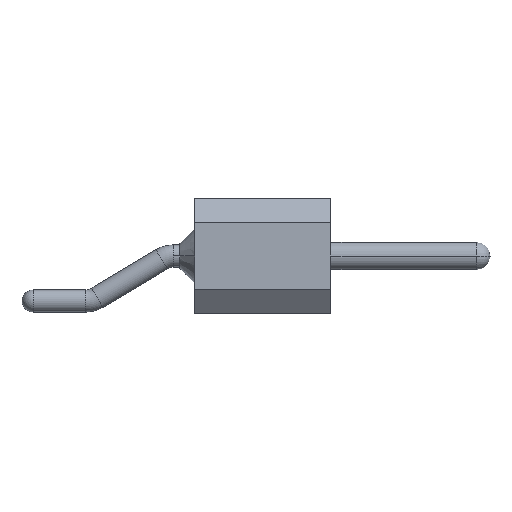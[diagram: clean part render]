
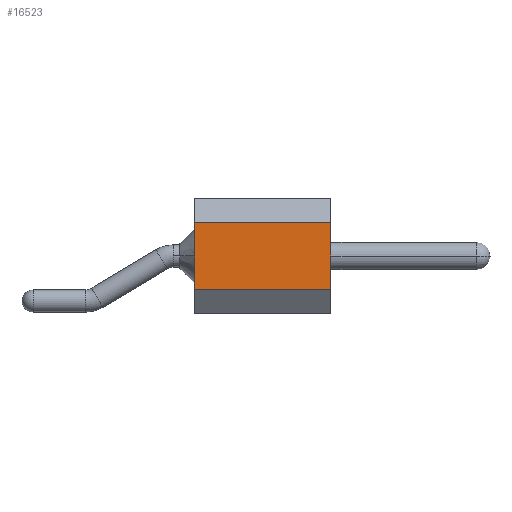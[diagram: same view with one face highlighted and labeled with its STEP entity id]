
A CAD part, left-side view. The second image highlights one B-rep face of the part: STEP entity #16523.
In plain terms, the highlighted planar face has unit normal (-1, 0, 0).
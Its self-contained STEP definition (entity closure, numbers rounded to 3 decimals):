
#109 = EDGE_LOOP ( 'NONE', ( #23150, #15421, #20455, #5235 ) ) ;
#939 = CARTESIAN_POINT ( 'NONE',  ( -1.27, -1.5, 0.73 ) ) ;
#1096 = VERTEX_POINT ( 'NONE', #7312 ) ;
#2231 = DIRECTION ( 'NONE',  ( 0., 1., 0. ) ) ;
#2326 = DIRECTION ( 'NONE',  ( 0., 0., -1. ) ) ;
#3450 = CARTESIAN_POINT ( 'NONE',  ( -1.27, 1.5, 0.73 ) ) ;
#3824 = CARTESIAN_POINT ( 'NONE',  ( -1.27, 1.5, 0.73 ) ) ;
#4908 = DIRECTION ( 'NONE',  ( 1., 0., 0. ) ) ;
#5168 = PLANE ( 'NONE',  #14937 ) ;
#5235 = ORIENTED_EDGE ( 'NONE', *, *, #12980, .T. ) ;
#5361 = EDGE_CURVE ( 'NONE', #22430, #1096, #20777, .T. ) ;
#6104 = VECTOR ( 'NONE', #2231, 1000. ) ;
#6213 = VERTEX_POINT ( 'NONE', #20574 ) ;
#6515 = LINE ( 'NONE', #21814, #6104 ) ;
#6562 = FACE_OUTER_BOUND ( 'NONE', #109, .T. ) ;
#7312 = CARTESIAN_POINT ( 'NONE',  ( -1.27, 1.5, -0.73 ) ) ;
#7466 = VECTOR ( 'NONE', #13785, 1000. ) ;
#7703 = DIRECTION ( 'NONE',  ( 0., 0., -1. ) ) ;
#8106 = LINE ( 'NONE', #939, #18786 ) ;
#8427 = CARTESIAN_POINT ( 'NONE',  ( -1.27, -1.5, 0.73 ) ) ;
#10112 = LINE ( 'NONE', #15648, #7466 ) ;
#12980 = EDGE_CURVE ( 'NONE', #15242, #22430, #6515, .T. ) ;
#13785 = DIRECTION ( 'NONE',  ( 0., 1., 0. ) ) ;
#14100 = CARTESIAN_POINT ( 'NONE',  ( -1.27, -1.5, 0.73 ) ) ;
#14937 = AXIS2_PLACEMENT_3D ( 'NONE', #8427, #4908, #17955 ) ;
#15242 = VERTEX_POINT ( 'NONE', #14100 ) ;
#15421 = ORIENTED_EDGE ( 'NONE', *, *, #19482, .F. ) ;
#15648 = CARTESIAN_POINT ( 'NONE',  ( -1.27, -1.5, -0.73 ) ) ;
#16523 = ADVANCED_FACE ( 'NONE', ( #6562 ), #5168, .F. ) ;
#17955 = DIRECTION ( 'NONE',  ( 0., 1., 0. ) ) ;
#18786 = VECTOR ( 'NONE', #2326, 1000. ) ;
#19482 = EDGE_CURVE ( 'NONE', #6213, #1096, #10112, .T. ) ;
#20328 = VECTOR ( 'NONE', #7703, 1000. ) ;
#20455 = ORIENTED_EDGE ( 'NONE', *, *, #23294, .F. ) ;
#20574 = CARTESIAN_POINT ( 'NONE',  ( -1.27, -1.5, -0.73 ) ) ;
#20777 = LINE ( 'NONE', #3824, #20328 ) ;
#21814 = CARTESIAN_POINT ( 'NONE',  ( -1.27, -1.5, 0.73 ) ) ;
#22430 = VERTEX_POINT ( 'NONE', #3450 ) ;
#23150 = ORIENTED_EDGE ( 'NONE', *, *, #5361, .T. ) ;
#23294 = EDGE_CURVE ( 'NONE', #15242, #6213, #8106, .T. ) ;
